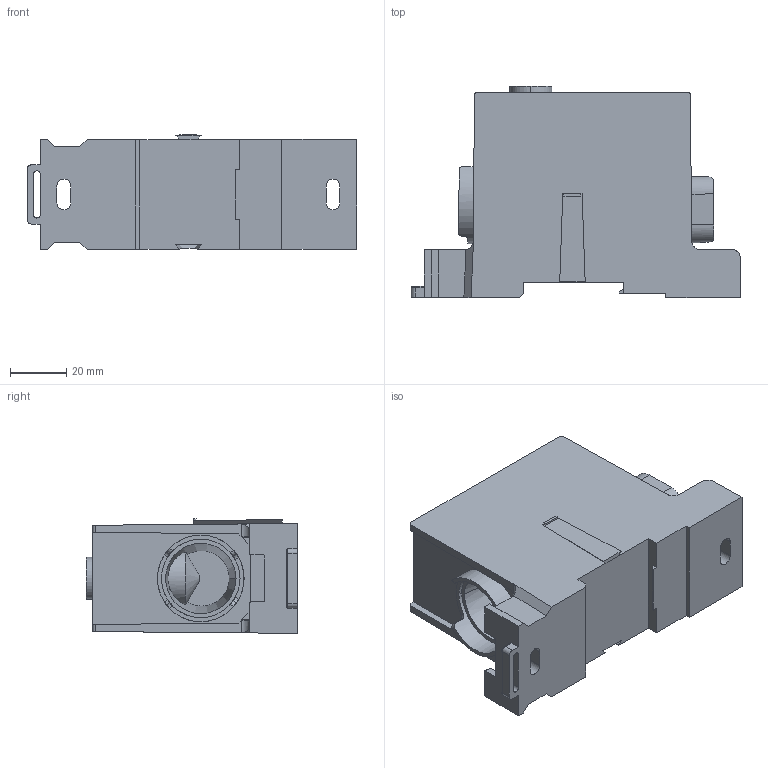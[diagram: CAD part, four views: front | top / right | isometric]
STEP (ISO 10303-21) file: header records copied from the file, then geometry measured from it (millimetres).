
FILE_DESCRIPTION (( 'STEP AP203' ), '1' );
FILE_NAME ('EPDB306.STEP', '2011-10-13T19:39:52', ( '.adc' ), ( '' ), 'SwSTEP 2.0', 'SolidWorks 2011', '' );
FILE_SCHEMA (( 'CONFIG_CONTROL_DESIGN' ));
Length unit declared in the file: inch
Products named in the file (1): EPDB306
Bounding box: 117.22 x 75.16 x 40.83 mm (x, y, z)
Volume: 197746.3 mm3; surface area: 37657 mm2
Topology: 1 solids, 1 shells, 286 faces, 768 edges, 508 vertices
Faces by surface type: plane 188, cylinder 90, cone 4, bspline 2, torus 2
Entity records: 9453 total; most frequent: CARTESIAN_POINT 2223, ORIENTED_EDGE 1536, DIRECTION 1408, EDGE_CURVE 768, VECTOR 550, LINE 550, VERTEX_POINT 508, AXIS2_PLACEMENT_3D 429
